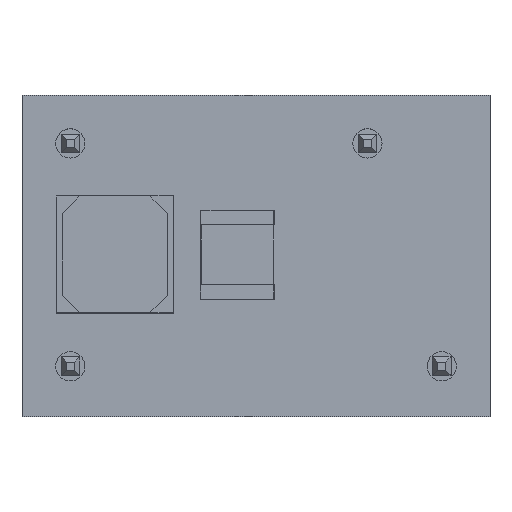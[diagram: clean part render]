
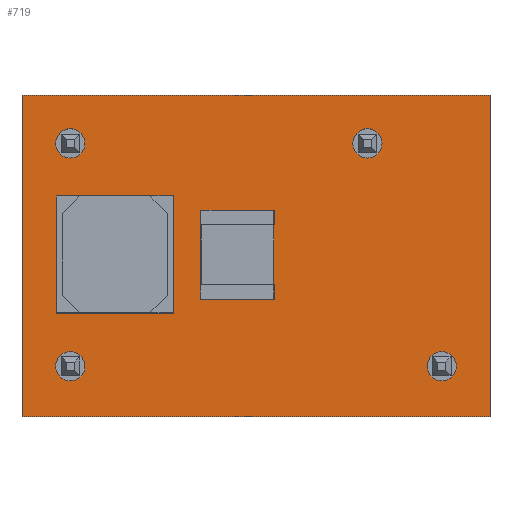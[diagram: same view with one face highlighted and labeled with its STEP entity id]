
A CAD part, top view. The second image highlights one B-rep face of the part: STEP entity #719.
In plain terms, the highlighted planar face has unit normal (0, 0, 1).
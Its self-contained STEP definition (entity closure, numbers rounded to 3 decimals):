
#450 = EDGE_CURVE('',#451,#453,#455,.T.);
#451 = VERTEX_POINT('',#452);
#452 = CARTESIAN_POINT('',(2.51,-1.81,4.137));
#453 = VERTEX_POINT('',#454);
#454 = CARTESIAN_POINT('',(2.51,-5.79,4.137));
#455 = LINE('',#456,#457);
#456 = CARTESIAN_POINT('',(2.51,-2.07,4.137));
#457 = VECTOR('',#458,1.);
#458 = DIRECTION('',(0.,-1.,0.));
#481 = EDGE_CURVE('',#482,#451,#484,.T.);
#482 = VERTEX_POINT('',#483);
#483 = CARTESIAN_POINT('',(3.51,-1.81,4.137));
#484 = LINE('',#485,#486);
#485 = CARTESIAN_POINT('',(0.43,-1.81,4.137));
#486 = VECTOR('',#487,1.);
#487 = DIRECTION('',(-1.,0.,0.));
#505 = EDGE_CURVE('',#506,#482,#508,.T.);
#506 = VERTEX_POINT('',#507);
#507 = CARTESIAN_POINT('',(3.51,-5.79,4.137));
#508 = LINE('',#509,#510);
#509 = CARTESIAN_POINT('',(3.51,-0.08,4.137));
#510 = VECTOR('',#511,1.);
#511 = DIRECTION('',(0.,1.,0.));
#529 = EDGE_CURVE('',#453,#506,#530,.T.);
#530 = LINE('',#531,#532);
#531 = CARTESIAN_POINT('',(0.93,-5.79,4.137));
#532 = VECTOR('',#533,1.);
#533 = DIRECTION('',(1.,0.,0.));
#546 = EDGE_CURVE('',#547,#549,#551,.T.);
#547 = VERTEX_POINT('',#548);
#548 = CARTESIAN_POINT('',(-0.47,-1.81,4.137));
#549 = VERTEX_POINT('',#550);
#550 = CARTESIAN_POINT('',(-0.47,-5.79,4.137));
#551 = LINE('',#552,#553);
#552 = CARTESIAN_POINT('',(-0.47,-2.07,4.137));
#553 = VECTOR('',#554,1.);
#554 = DIRECTION('',(0.,-1.,0.));
#577 = EDGE_CURVE('',#578,#547,#580,.T.);
#578 = VERTEX_POINT('',#579);
#579 = CARTESIAN_POINT('',(0.53,-1.81,4.137));
#580 = LINE('',#581,#582);
#581 = CARTESIAN_POINT('',(-1.061,-1.81,4.137));
#582 = VECTOR('',#583,1.);
#583 = DIRECTION('',(-1.,0.,0.));
#601 = EDGE_CURVE('',#602,#578,#604,.T.);
#602 = VERTEX_POINT('',#603);
#603 = CARTESIAN_POINT('',(0.53,-5.79,4.137));
#604 = LINE('',#605,#606);
#605 = CARTESIAN_POINT('',(0.53,-0.08,4.137));
#606 = VECTOR('',#607,1.);
#607 = DIRECTION('',(0.,1.,0.));
#625 = EDGE_CURVE('',#549,#602,#626,.T.);
#626 = LINE('',#627,#628);
#627 = CARTESIAN_POINT('',(-0.561,-5.79,4.137));
#628 = VECTOR('',#629,1.);
#629 = DIRECTION('',(1.,0.,0.));
#719 = ADVANCED_FACE('',(#720,#754,#765,#863,#874,#880,#886,#897),#908,
  .T.);
#720 = FACE_BOUND('',#721,.T.);
#721 = EDGE_LOOP('',(#722,#732,#740,#748));
#722 = ORIENTED_EDGE('',*,*,#723,.F.);
#723 = EDGE_CURVE('',#724,#726,#728,.T.);
#724 = VERTEX_POINT('',#725);
#725 = CARTESIAN_POINT('',(-1.651,1.651,4.137));
#726 = VERTEX_POINT('',#727);
#727 = CARTESIAN_POINT('',(14.349,1.651,4.137));
#728 = LINE('',#729,#730);
#729 = CARTESIAN_POINT('',(-1.651,1.651,4.137));
#730 = VECTOR('',#731,1.);
#731 = DIRECTION('',(1.,0.,0.));
#732 = ORIENTED_EDGE('',*,*,#733,.F.);
#733 = EDGE_CURVE('',#734,#724,#736,.T.);
#734 = VERTEX_POINT('',#735);
#735 = CARTESIAN_POINT('',(-1.651,-9.349,4.137));
#736 = LINE('',#737,#738);
#737 = CARTESIAN_POINT('',(-1.651,-9.349,4.137));
#738 = VECTOR('',#739,1.);
#739 = DIRECTION('',(0.,1.,0.));
#740 = ORIENTED_EDGE('',*,*,#741,.F.);
#741 = EDGE_CURVE('',#742,#734,#744,.T.);
#742 = VERTEX_POINT('',#743);
#743 = CARTESIAN_POINT('',(14.349,-9.349,4.137));
#744 = LINE('',#745,#746);
#745 = CARTESIAN_POINT('',(14.349,-9.349,4.137));
#746 = VECTOR('',#747,1.);
#747 = DIRECTION('',(-1.,0.,0.));
#748 = ORIENTED_EDGE('',*,*,#749,.F.);
#749 = EDGE_CURVE('',#726,#742,#750,.T.);
#750 = LINE('',#751,#752);
#751 = CARTESIAN_POINT('',(14.349,1.651,4.137));
#752 = VECTOR('',#753,1.);
#753 = DIRECTION('',(0.,-1.,0.));
#754 = FACE_BOUND('',#755,.T.);
#755 = EDGE_LOOP('',(#756));
#756 = ORIENTED_EDGE('',*,*,#757,.F.);
#757 = EDGE_CURVE('',#758,#758,#760,.T.);
#758 = VERTEX_POINT('',#759);
#759 = CARTESIAN_POINT('',(10.66,0.,4.137));
#760 = CIRCLE('',#761,0.5);
#761 = AXIS2_PLACEMENT_3D('',#762,#763,#764);
#762 = CARTESIAN_POINT('',(10.16,0.,4.137));
#763 = DIRECTION('',(0.,0.,1.));
#764 = DIRECTION('',(1.,0.,0.));
#765 = FACE_BOUND('',#766,.T.);
#766 = EDGE_LOOP('',(#767,#777,#785,#793,#801,#809,#817,#825,#833,#841,
    #849,#857));
#767 = ORIENTED_EDGE('',*,*,#768,.F.);
#768 = EDGE_CURVE('',#769,#771,#773,.T.);
#769 = VERTEX_POINT('',#770);
#770 = CARTESIAN_POINT('',(6.98,-4.835,4.137));
#771 = VERTEX_POINT('',#772);
#772 = CARTESIAN_POINT('',(6.959,-4.835,4.137));
#773 = LINE('',#774,#775);
#774 = CARTESIAN_POINT('',(2.665,-4.835,4.137));
#775 = VECTOR('',#776,1.);
#776 = DIRECTION('',(-1.,0.,0.));
#777 = ORIENTED_EDGE('',*,*,#778,.T.);
#778 = EDGE_CURVE('',#769,#779,#781,.T.);
#779 = VERTEX_POINT('',#780);
#780 = CARTESIAN_POINT('',(6.98,-5.335,4.137));
#781 = LINE('',#782,#783);
#782 = CARTESIAN_POINT('',(6.98,-1.842,4.137));
#783 = VECTOR('',#784,1.);
#784 = DIRECTION('',(0.,-1.,0.));
#785 = ORIENTED_EDGE('',*,*,#786,.T.);
#786 = EDGE_CURVE('',#779,#787,#789,.T.);
#787 = VERTEX_POINT('',#788);
#788 = CARTESIAN_POINT('',(4.44,-5.335,4.137));
#789 = LINE('',#790,#791);
#790 = CARTESIAN_POINT('',(2.665,-5.335,4.137));
#791 = VECTOR('',#792,1.);
#792 = DIRECTION('',(-1.,0.,0.));
#793 = ORIENTED_EDGE('',*,*,#794,.F.);
#794 = EDGE_CURVE('',#795,#787,#797,.T.);
#795 = VERTEX_POINT('',#796);
#796 = CARTESIAN_POINT('',(4.44,-4.835,4.137));
#797 = LINE('',#798,#799);
#798 = CARTESIAN_POINT('',(4.44,-1.842,4.137));
#799 = VECTOR('',#800,1.);
#800 = DIRECTION('',(0.,-1.,0.));
#801 = ORIENTED_EDGE('',*,*,#802,.F.);
#802 = EDGE_CURVE('',#803,#795,#805,.T.);
#803 = VERTEX_POINT('',#804);
#804 = CARTESIAN_POINT('',(4.461,-4.835,4.137));
#805 = LINE('',#806,#807);
#806 = CARTESIAN_POINT('',(2.665,-4.835,4.137));
#807 = VECTOR('',#808,1.);
#808 = DIRECTION('',(-1.,0.,0.));
#809 = ORIENTED_EDGE('',*,*,#810,.T.);
#810 = EDGE_CURVE('',#803,#811,#813,.T.);
#811 = VERTEX_POINT('',#812);
#812 = CARTESIAN_POINT('',(4.461,-2.785,4.137));
#813 = LINE('',#814,#815);
#814 = CARTESIAN_POINT('',(4.461,-4.835,4.137));
#815 = VECTOR('',#816,1.);
#816 = DIRECTION('',(0.,1.,0.));
#817 = ORIENTED_EDGE('',*,*,#818,.T.);
#818 = EDGE_CURVE('',#811,#819,#821,.T.);
#819 = VERTEX_POINT('',#820);
#820 = CARTESIAN_POINT('',(4.44,-2.785,4.137));
#821 = LINE('',#822,#823);
#822 = CARTESIAN_POINT('',(2.665,-2.785,4.137));
#823 = VECTOR('',#824,1.);
#824 = DIRECTION('',(-1.,0.,0.));
#825 = ORIENTED_EDGE('',*,*,#826,.F.);
#826 = EDGE_CURVE('',#827,#819,#829,.T.);
#827 = VERTEX_POINT('',#828);
#828 = CARTESIAN_POINT('',(4.44,-2.285,4.137));
#829 = LINE('',#830,#831);
#830 = CARTESIAN_POINT('',(4.44,-0.567,4.137));
#831 = VECTOR('',#832,1.);
#832 = DIRECTION('',(0.,-1.,0.));
#833 = ORIENTED_EDGE('',*,*,#834,.F.);
#834 = EDGE_CURVE('',#835,#827,#837,.T.);
#835 = VERTEX_POINT('',#836);
#836 = CARTESIAN_POINT('',(6.98,-2.285,4.137));
#837 = LINE('',#838,#839);
#838 = CARTESIAN_POINT('',(2.665,-2.285,4.137));
#839 = VECTOR('',#840,1.);
#840 = DIRECTION('',(-1.,0.,0.));
#841 = ORIENTED_EDGE('',*,*,#842,.T.);
#842 = EDGE_CURVE('',#835,#843,#845,.T.);
#843 = VERTEX_POINT('',#844);
#844 = CARTESIAN_POINT('',(6.98,-2.785,4.137));
#845 = LINE('',#846,#847);
#846 = CARTESIAN_POINT('',(6.98,-0.567,4.137));
#847 = VECTOR('',#848,1.);
#848 = DIRECTION('',(0.,-1.,0.));
#849 = ORIENTED_EDGE('',*,*,#850,.T.);
#850 = EDGE_CURVE('',#843,#851,#853,.T.);
#851 = VERTEX_POINT('',#852);
#852 = CARTESIAN_POINT('',(6.959,-2.785,4.137));
#853 = LINE('',#854,#855);
#854 = CARTESIAN_POINT('',(2.665,-2.785,4.137));
#855 = VECTOR('',#856,1.);
#856 = DIRECTION('',(-1.,0.,0.));
#857 = ORIENTED_EDGE('',*,*,#858,.F.);
#858 = EDGE_CURVE('',#771,#851,#859,.T.);
#859 = LINE('',#860,#861);
#860 = CARTESIAN_POINT('',(6.959,-4.835,4.137));
#861 = VECTOR('',#862,1.);
#862 = DIRECTION('',(0.,1.,0.));
#863 = FACE_BOUND('',#864,.T.);
#864 = EDGE_LOOP('',(#865));
#865 = ORIENTED_EDGE('',*,*,#866,.F.);
#866 = EDGE_CURVE('',#867,#867,#869,.T.);
#867 = VERTEX_POINT('',#868);
#868 = CARTESIAN_POINT('',(0.5,0.,4.137));
#869 = CIRCLE('',#870,0.5);
#870 = AXIS2_PLACEMENT_3D('',#871,#872,#873);
#871 = CARTESIAN_POINT('',(0.,0.,4.137));
#872 = DIRECTION('',(0.,0.,1.));
#873 = DIRECTION('',(1.,0.,0.));
#874 = FACE_BOUND('',#875,.T.);
#875 = EDGE_LOOP('',(#876,#877,#878,#879));
#876 = ORIENTED_EDGE('',*,*,#577,.F.);
#877 = ORIENTED_EDGE('',*,*,#601,.F.);
#878 = ORIENTED_EDGE('',*,*,#625,.F.);
#879 = ORIENTED_EDGE('',*,*,#546,.F.);
#880 = FACE_BOUND('',#881,.T.);
#881 = EDGE_LOOP('',(#882,#883,#884,#885));
#882 = ORIENTED_EDGE('',*,*,#450,.F.);
#883 = ORIENTED_EDGE('',*,*,#481,.F.);
#884 = ORIENTED_EDGE('',*,*,#505,.F.);
#885 = ORIENTED_EDGE('',*,*,#529,.F.);
#886 = FACE_BOUND('',#887,.T.);
#887 = EDGE_LOOP('',(#888));
#888 = ORIENTED_EDGE('',*,*,#889,.F.);
#889 = EDGE_CURVE('',#890,#890,#892,.T.);
#890 = VERTEX_POINT('',#891);
#891 = CARTESIAN_POINT('',(0.5,-7.62,4.137));
#892 = CIRCLE('',#893,0.5);
#893 = AXIS2_PLACEMENT_3D('',#894,#895,#896);
#894 = CARTESIAN_POINT('',(0.,-7.62,4.137));
#895 = DIRECTION('',(0.,0.,1.));
#896 = DIRECTION('',(1.,0.,0.));
#897 = FACE_BOUND('',#898,.T.);
#898 = EDGE_LOOP('',(#899));
#899 = ORIENTED_EDGE('',*,*,#900,.F.);
#900 = EDGE_CURVE('',#901,#901,#903,.T.);
#901 = VERTEX_POINT('',#902);
#902 = CARTESIAN_POINT('',(13.2,-7.62,4.137));
#903 = CIRCLE('',#904,0.5);
#904 = AXIS2_PLACEMENT_3D('',#905,#906,#907);
#905 = CARTESIAN_POINT('',(12.7,-7.62,4.137));
#906 = DIRECTION('',(0.,0.,1.));
#907 = DIRECTION('',(1.,0.,0.));
#908 = PLANE('',#909);
#909 = AXIS2_PLACEMENT_3D('',#910,#911,#912);
#910 = CARTESIAN_POINT('',(-1.651,1.651,4.137));
#911 = DIRECTION('',(0.,0.,1.));
#912 = DIRECTION('',(1.,0.,0.));
